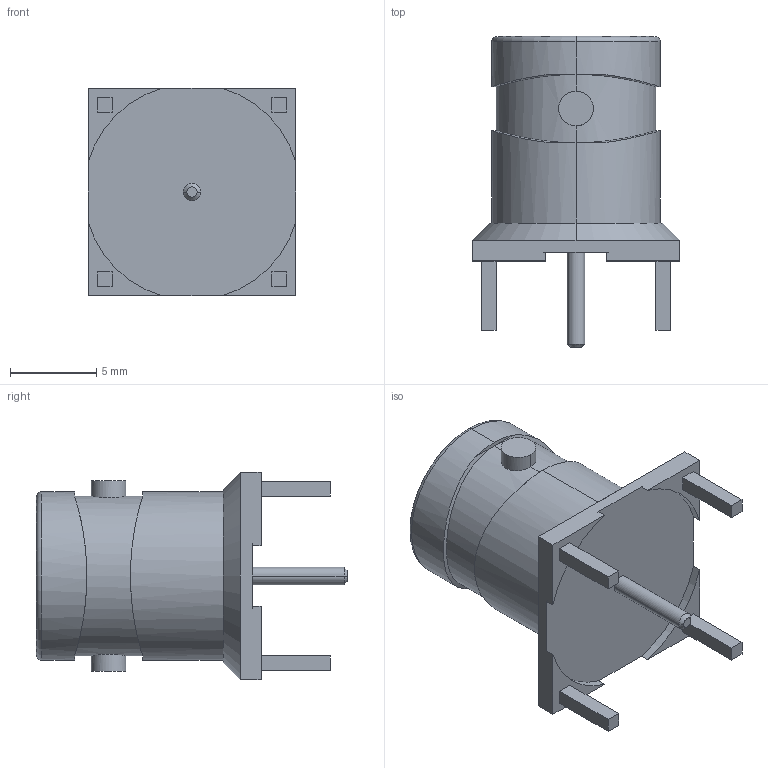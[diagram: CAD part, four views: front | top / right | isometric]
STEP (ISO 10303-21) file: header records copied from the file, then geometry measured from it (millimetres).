
FILE_DESCRIPTION((''),'2;1');
FILE_NAME('PRT0001','2021-09-06T',('Administrator'),(''),'PRO/ENGINEER BY PARAMETRIC TECHNOLOGY CORPORATION, 2012090','PRO/ENGINEER BY PARAMETRIC TECHNOLOGY CORPORATION, 2012090','');
FILE_SCHEMA(('CONFIG_CONTROL_DESIGN'));
Length unit declared in the file: millimetre
Products named in the file (1): PRT0001
Bounding box: 12 x 18 x 12 mm (x, y, z)
Volume: 549.5 mm3; surface area: 1048.4 mm2
Topology: 1 solids, 1 shells, 99 faces, 244 edges, 153 vertices
Faces by surface type: plane 59, cylinder 24, cone 14, torus 2
Entity records: 3178 total; most frequent: CARTESIAN_POINT 784, DIRECTION 494, ORIENTED_EDGE 484, EDGE_CURVE 242, AXIS2_PLACEMENT_3D 173, VERTEX_POINT 153, VECTOR 148, LINE 148
